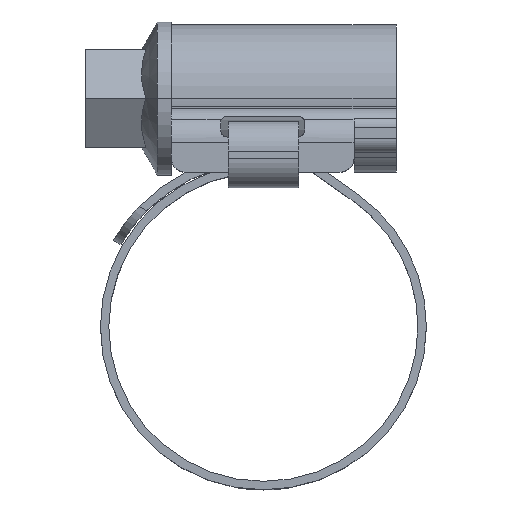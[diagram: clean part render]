
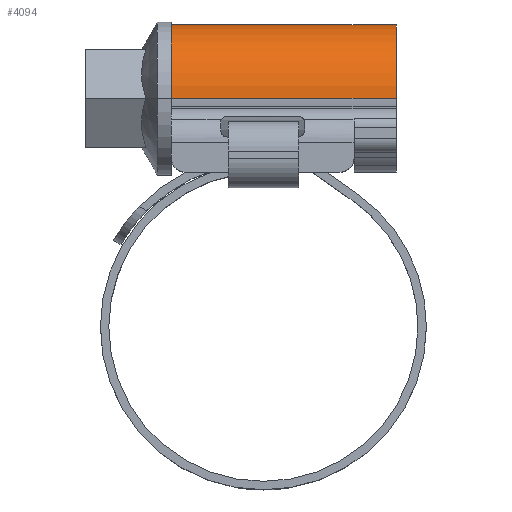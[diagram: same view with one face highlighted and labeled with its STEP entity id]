
A CAD part, top view. The second image highlights one B-rep face of the part: STEP entity #4094.
In plain terms, the highlighted cylindrical face has radius 5.25 mm (diameter 10.5 mm), a partial arc.
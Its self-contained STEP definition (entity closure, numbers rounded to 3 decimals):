
#29 = EDGE_CURVE ( 'NONE', #3106, #6336, #3139, .T. ) ;
#401 = DIRECTION ( 'NONE',  ( 0., 0., -1. ) ) ;
#997 = ORIENTED_EDGE ( 'NONE', *, *, #29, .F. ) ;
#1087 = AXIS2_PLACEMENT_3D ( 'NONE', #8463, #1988, #2030 ) ;
#1125 = EDGE_LOOP ( 'NONE', ( #8493, #7234, #997, #4397 ) ) ;
#1169 = VERTEX_POINT ( 'NONE', #3334 ) ;
#1528 = DIRECTION ( 'NONE',  ( 0., 0., -1. ) ) ;
#1732 = CARTESIAN_POINT ( 'NONE',  ( 9.45, 16.25, 5.25 ) ) ;
#1823 = VECTOR ( 'NONE', #6532, 1000. ) ;
#1834 = DIRECTION ( 'NONE',  ( 1., 0., 0. ) ) ;
#1988 = DIRECTION ( 'NONE',  ( -1., 0., 0. ) ) ;
#2030 = DIRECTION ( 'NONE',  ( 0., 0., 1. ) ) ;
#2726 = LINE ( 'NONE', #8658, #1823 ) ;
#2909 = AXIS2_PLACEMENT_3D ( 'NONE', #7923, #8590, #1528 ) ;
#3010 = CARTESIAN_POINT ( 'NONE',  ( 9.45, 16.25, -5.25 ) ) ;
#3106 = VERTEX_POINT ( 'NONE', #3010 ) ;
#3139 = CIRCLE ( 'NONE', #8579, 5.25 ) ;
#3297 = CARTESIAN_POINT ( 'NONE',  ( 9.45, 16.25, 0. ) ) ;
#3334 = CARTESIAN_POINT ( 'NONE',  ( -6.55, 16.25, -5.25 ) ) ;
#3336 = LINE ( 'NONE', #7839, #6256 ) ;
#3475 = DIRECTION ( 'NONE',  ( 1., 0., 0. ) ) ;
#3501 = VERTEX_POINT ( 'NONE', #4255 ) ;
#4094 = ADVANCED_FACE ( 'NONE', ( #4281 ), #7179, .T. ) ;
#4255 = CARTESIAN_POINT ( 'NONE',  ( -6.55, 16.25, 5.25 ) ) ;
#4281 = FACE_OUTER_BOUND ( 'NONE', #1125, .T. ) ;
#4397 = ORIENTED_EDGE ( 'NONE', *, *, #7296, .F. ) ;
#4845 = EDGE_CURVE ( 'NONE', #3501, #1169, #5189, .T. ) ;
#5099 = EDGE_CURVE ( 'NONE', #3501, #6336, #3336, .T. ) ;
#5189 = CIRCLE ( 'NONE', #1087, 5.25 ) ;
#6256 = VECTOR ( 'NONE', #3475, 1000. ) ;
#6336 = VERTEX_POINT ( 'NONE', #1732 ) ;
#6532 = DIRECTION ( 'NONE',  ( 1., 0., 0. ) ) ;
#7179 = CYLINDRICAL_SURFACE ( 'NONE', #2909, 5.25 ) ;
#7234 = ORIENTED_EDGE ( 'NONE', *, *, #5099, .T. ) ;
#7296 = EDGE_CURVE ( 'NONE', #1169, #3106, #2726, .T. ) ;
#7839 = CARTESIAN_POINT ( 'NONE',  ( -6.55, 16.25, 5.25 ) ) ;
#7923 = CARTESIAN_POINT ( 'NONE',  ( -6.55, 16.25, 0. ) ) ;
#8463 = CARTESIAN_POINT ( 'NONE',  ( -6.55, 16.25, 0. ) ) ;
#8493 = ORIENTED_EDGE ( 'NONE', *, *, #4845, .F. ) ;
#8579 = AXIS2_PLACEMENT_3D ( 'NONE', #3297, #1834, #401 ) ;
#8590 = DIRECTION ( 'NONE',  ( 1., 0., 0. ) ) ;
#8658 = CARTESIAN_POINT ( 'NONE',  ( -6.55, 16.25, -5.25 ) ) ;
